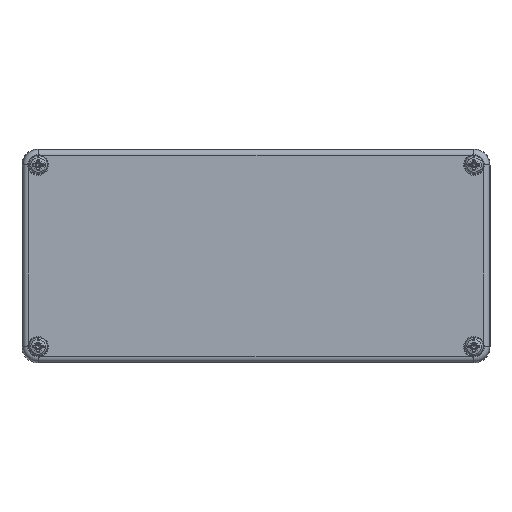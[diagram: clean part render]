
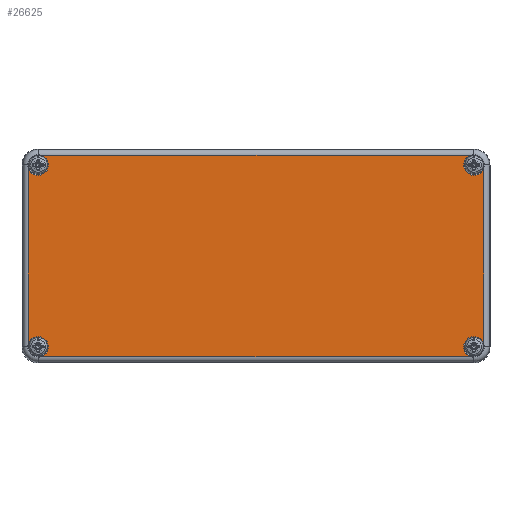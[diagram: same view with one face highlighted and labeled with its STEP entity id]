
A CAD part, top view. The second image highlights one B-rep face of the part: STEP entity #26625.
In plain terms, the highlighted face is planar.
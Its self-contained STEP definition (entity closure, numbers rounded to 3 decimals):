
#2317=PLANE('',#28844);
#3635=FACE_OUTER_BOUND('',#5342,.T.);
#5342=EDGE_LOOP('',(#23011,#23012,#23013,#23014,#23015,#23016,#23017,#23018,
#23019,#23020));
#7262=LINE('',#51533,#9117);
#7263=LINE('',#51545,#9118);
#7264=LINE('',#51551,#9119);
#7265=LINE('',#51557,#9120);
#9117=VECTOR('',#34529,10.);
#9118=VECTOR('',#34536,10.);
#9119=VECTOR('',#34541,10.);
#9120=VECTOR('',#34546,10.);
#10274=CIRCLE('',#28838,3.847);
#10279=CIRCLE('',#28845,3.847);
#10280=CIRCLE('',#28846,3.847);
#10281=CIRCLE('',#28847,3.847);
#10282=CIRCLE('',#28848,3.847);
#10283=CIRCLE('',#28849,3.847);
#12604=VERTEX_POINT('',#51513);
#12605=VERTEX_POINT('',#51520);
#12607=VERTEX_POINT('',#51532);
#12609=VERTEX_POINT('',#51544);
#12610=VERTEX_POINT('',#51546);
#12611=VERTEX_POINT('',#51548);
#12612=VERTEX_POINT('',#51550);
#12613=VERTEX_POINT('',#51552);
#12614=VERTEX_POINT('',#51554);
#12615=VERTEX_POINT('',#51556);
#16151=EDGE_CURVE('',#12604,#12605,#10274,.T.);
#16155=EDGE_CURVE('',#12605,#12607,#7262,.T.);
#16159=EDGE_CURVE('',#12609,#12604,#7263,.T.);
#16160=EDGE_CURVE('',#12610,#12609,#10279,.T.);
#16161=EDGE_CURVE('',#12611,#12610,#10280,.T.);
#16162=EDGE_CURVE('',#12612,#12611,#7264,.T.);
#16163=EDGE_CURVE('',#12613,#12612,#10281,.T.);
#16164=EDGE_CURVE('',#12614,#12613,#10282,.T.);
#16165=EDGE_CURVE('',#12615,#12614,#7265,.T.);
#16166=EDGE_CURVE('',#12607,#12615,#10283,.T.);
#23011=ORIENTED_EDGE('',*,*,#16151,.F.);
#23012=ORIENTED_EDGE('',*,*,#16159,.F.);
#23013=ORIENTED_EDGE('',*,*,#16160,.F.);
#23014=ORIENTED_EDGE('',*,*,#16161,.F.);
#23015=ORIENTED_EDGE('',*,*,#16162,.F.);
#23016=ORIENTED_EDGE('',*,*,#16163,.F.);
#23017=ORIENTED_EDGE('',*,*,#16164,.F.);
#23018=ORIENTED_EDGE('',*,*,#16165,.F.);
#23019=ORIENTED_EDGE('',*,*,#16166,.F.);
#23020=ORIENTED_EDGE('',*,*,#16155,.F.);
#26625=ADVANCED_FACE('',(#3635),#2317,.F.);
#28838=AXIS2_PLACEMENT_3D('',#51521,#34521,#34522);
#28844=AXIS2_PLACEMENT_3D('',#51543,#34534,#34535);
#28845=AXIS2_PLACEMENT_3D('',#51547,#34537,#34538);
#28846=AXIS2_PLACEMENT_3D('',#51549,#34539,#34540);
#28847=AXIS2_PLACEMENT_3D('',#51553,#34542,#34543);
#28848=AXIS2_PLACEMENT_3D('',#51555,#34544,#34545);
#28849=AXIS2_PLACEMENT_3D('',#51558,#34547,#34548);
#34521=DIRECTION('center_axis',(0.,0.,-1.));
#34522=DIRECTION('ref_axis',(1.,0.,0.));
#34529=DIRECTION('',(0.,-1.,0.));
#34534=DIRECTION('center_axis',(0.,0.,1.));
#34535=DIRECTION('ref_axis',(1.,0.,0.));
#34536=DIRECTION('',(-1.,0.,0.));
#34537=DIRECTION('center_axis',(0.,0.,-1.));
#34538=DIRECTION('ref_axis',(1.,0.,0.));
#34539=DIRECTION('center_axis',(0.,0.,-1.));
#34540=DIRECTION('ref_axis',(1.,0.,0.));
#34541=DIRECTION('',(0.,1.,0.));
#34542=DIRECTION('center_axis',(0.,0.,-1.));
#34543=DIRECTION('ref_axis',(1.,0.,0.));
#34544=DIRECTION('center_axis',(0.,0.,-1.));
#34545=DIRECTION('ref_axis',(1.,0.,0.));
#34546=DIRECTION('',(1.,0.,0.));
#34547=DIRECTION('center_axis',(0.,0.,-1.));
#34548=DIRECTION('ref_axis',(1.,0.,0.));
#51513=CARTESIAN_POINT('',(-80.557,37.729,-17.5));
#51520=CARTESIAN_POINT('',(-85.229,33.057,-17.5));
#51521=CARTESIAN_POINT('Origin',(-81.5,34.,-17.5));
#51532=CARTESIAN_POINT('',(-85.229,-33.057,-17.5));
#51533=CARTESIAN_POINT('',(-85.229,17.,-17.5));
#51543=CARTESIAN_POINT('Origin',(0.,0.,
-17.5));
#51544=CARTESIAN_POINT('',(80.557,37.729,-17.5));
#51545=CARTESIAN_POINT('',(40.75,37.729,-17.5));
#51546=CARTESIAN_POINT('',(77.653,34.,-17.5));
#51547=CARTESIAN_POINT('Origin',(81.5,34.,-17.5));
#51548=CARTESIAN_POINT('',(85.229,33.057,-17.5));
#51549=CARTESIAN_POINT('Origin',(81.5,34.,-17.5));
#51550=CARTESIAN_POINT('',(85.229,-33.057,-17.5));
#51551=CARTESIAN_POINT('',(85.229,-17.,-17.5));
#51552=CARTESIAN_POINT('',(77.653,-34.,-17.5));
#51553=CARTESIAN_POINT('Origin',(81.5,-34.,-17.5));
#51554=CARTESIAN_POINT('',(80.557,-37.729,-17.5));
#51555=CARTESIAN_POINT('Origin',(81.5,-34.,-17.5));
#51556=CARTESIAN_POINT('',(-80.557,-37.729,-17.5));
#51557=CARTESIAN_POINT('',(-40.75,-37.729,-17.5));
#51558=CARTESIAN_POINT('Origin',(-81.5,-34.,-17.5));
